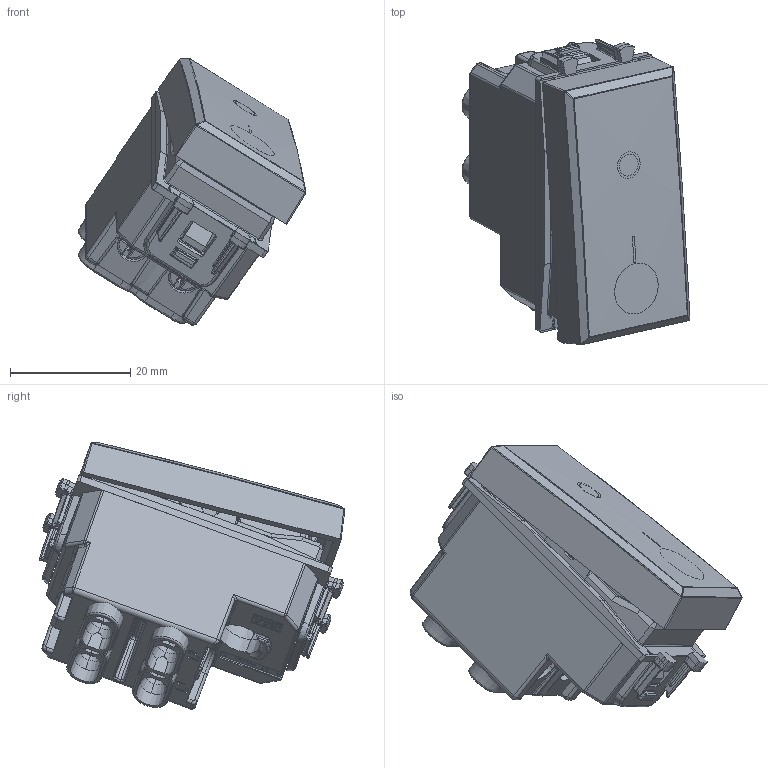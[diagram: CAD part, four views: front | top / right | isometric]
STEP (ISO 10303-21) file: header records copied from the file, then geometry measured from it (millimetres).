
FILE_DESCRIPTION(('CATIA V5 STEP Exchange'),'2;1');
FILE_NAME('443010SL.stp','2024-02-15T13:22:38+00:00',('none'),('none'),'CATIA Version 5-6 Release 2016 SP6','CATIA V5 STEP AP203','none');
FILE_SCHEMA(('CONFIG_CONTROL_DESIGN'));
Length unit declared in the file: millimetre
Products named in the file (1): 443010SL
Assembly tree (17 placements, depth 2):
  443010SL
    #57
    #39609
    #90258
    #124523  x2
    #126124  x2
    #127811  x4
    #129724  x4
    #130668
    #138920
Bounding box: 37.92 x 50.88 x 44.33 mm (x, y, z)
Volume: 15968.7 mm3; surface area: 26018.4 mm2
Topology: 20 solids, 20 shells, 5507 faces, 14579 edges, 8991 vertices
Faces by surface type: plane 2326, cylinder 2146, bspline 448, cone 282, torus 135, sphere 124, extrusion 38, revolution 8
Entity records: 187302 total; most frequent: CARTESIAN_POINT 81331, ORIENTED_EDGE 26884, DIRECTION 13720, EDGE_CURVE 13442, VERTEX_POINT 8356, VECTOR 6536, LINE 6498, B_SPLINE_CURVE_WITH_KNOTS 5452
